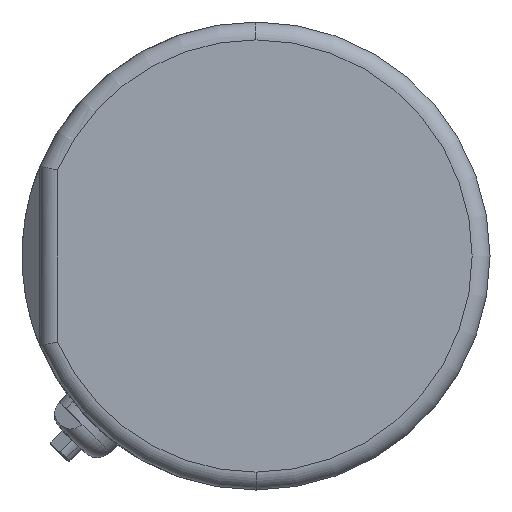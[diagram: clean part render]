
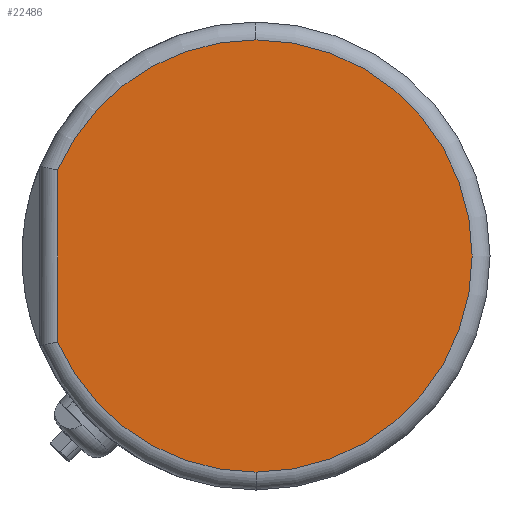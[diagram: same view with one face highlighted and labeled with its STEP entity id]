
A CAD part, left-side view. The second image highlights one B-rep face of the part: STEP entity #22486.
In plain terms, the highlighted planar face has unit normal (-1, 0, 0).
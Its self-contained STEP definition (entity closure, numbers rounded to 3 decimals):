
#1236 = CARTESIAN_POINT ( 'NONE',  ( -37.5, 0., 0. ) ) ;
#1356 = CARTESIAN_POINT ( 'NONE',  ( -37.5, 26.2, 0. ) ) ;
#1489 = VERTEX_POINT ( 'NONE', #7730 ) ;
#1928 = EDGE_CURVE ( 'NONE', #19649, #1489, #6628, .T. ) ;
#2575 = EDGE_LOOP ( 'NONE', ( #34762, #28163, #7567, #6684 ) ) ;
#3905 = EDGE_CURVE ( 'NONE', #1489, #18327, #6132, .T. ) ;
#4249 = DIRECTION ( 'NONE',  ( 0., 0., -1. ) ) ;
#4475 = DIRECTION ( 'NONE',  ( -1., 0., 0. ) ) ;
#4727 = VERTEX_POINT ( 'NONE', #12146 ) ;
#4736 = CARTESIAN_POINT ( 'NONE',  ( -37.5, 0., -24.2 ) ) ;
#6132 = CIRCLE ( 'NONE', #11286, 24.2 ) ;
#6628 = CIRCLE ( 'NONE', #35147, 24.2 ) ;
#6684 = ORIENTED_EDGE ( 'NONE', *, *, #23741, .T. ) ;
#7567 = ORIENTED_EDGE ( 'NONE', *, *, #3905, .T. ) ;
#7730 = CARTESIAN_POINT ( 'NONE',  ( -37.5, 0., 24.2 ) ) ;
#9808 = DIRECTION ( 'NONE',  ( 0., 0., -1. ) ) ;
#10757 = LINE ( 'NONE', #34666, #15989 ) ;
#11286 = AXIS2_PLACEMENT_3D ( 'NONE', #1236, #12115, #4249 ) ;
#12115 = DIRECTION ( 'NONE',  ( -1., 0., 0. ) ) ;
#12146 = CARTESIAN_POINT ( 'NONE',  ( -37.5, 22.2, -9.633 ) ) ;
#15989 = VECTOR ( 'NONE', #21650, 1000. ) ;
#17566 = EDGE_CURVE ( 'NONE', #4727, #19649, #24593, .T. ) ;
#18125 = DIRECTION ( 'NONE',  ( 0., 0., -1. ) ) ;
#18327 = VERTEX_POINT ( 'NONE', #27929 ) ;
#18328 = AXIS2_PLACEMENT_3D ( 'NONE', #19165, #30029, #9808 ) ;
#19165 = CARTESIAN_POINT ( 'NONE',  ( -37.5, 0., 0. ) ) ;
#19649 = VERTEX_POINT ( 'NONE', #4736 ) ;
#20017 = AXIS2_PLACEMENT_3D ( 'NONE', #1356, #23304, #18125 ) ;
#20375 = DIRECTION ( 'NONE',  ( 0., 0., -1. ) ) ;
#21650 = DIRECTION ( 'NONE',  ( 0., 0., -1. ) ) ;
#22486 = ADVANCED_FACE ( 'NONE', ( #22942 ), #33823, .F. ) ;
#22881 = CARTESIAN_POINT ( 'NONE',  ( -37.5, 0., 0. ) ) ;
#22942 = FACE_OUTER_BOUND ( 'NONE', #2575, .T. ) ;
#23304 = DIRECTION ( 'NONE',  ( 1., 0., 0. ) ) ;
#23741 = EDGE_CURVE ( 'NONE', #18327, #4727, #10757, .T. ) ;
#24593 = CIRCLE ( 'NONE', #18328, 24.2 ) ;
#27929 = CARTESIAN_POINT ( 'NONE',  ( -37.5, 22.2, 9.633 ) ) ;
#28163 = ORIENTED_EDGE ( 'NONE', *, *, #1928, .T. ) ;
#30029 = DIRECTION ( 'NONE',  ( -1., 0., 0. ) ) ;
#33823 = PLANE ( 'NONE',  #20017 ) ;
#34666 = CARTESIAN_POINT ( 'NONE',  ( -37.5, 22.2, 0. ) ) ;
#34762 = ORIENTED_EDGE ( 'NONE', *, *, #17566, .T. ) ;
#35147 = AXIS2_PLACEMENT_3D ( 'NONE', #22881, #4475, #20375 ) ;
